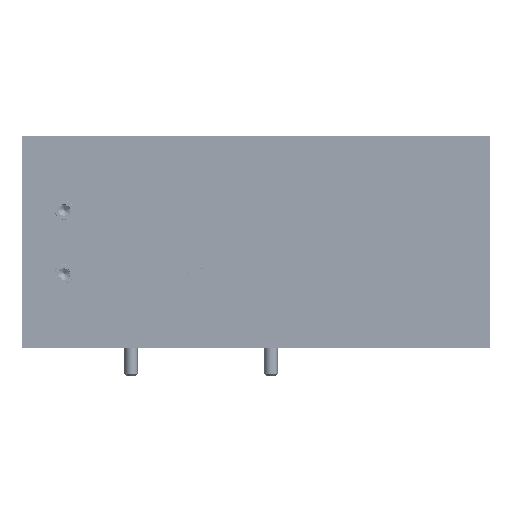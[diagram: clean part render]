
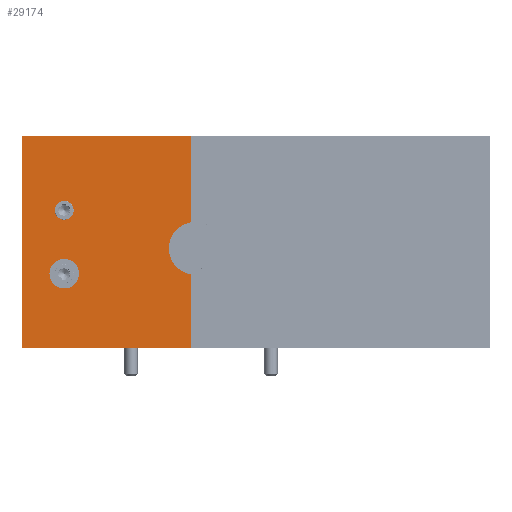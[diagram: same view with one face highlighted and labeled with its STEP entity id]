
A CAD part, left-side view. The second image highlights one B-rep face of the part: STEP entity #29174.
In plain terms, the highlighted planar face has unit normal (-1, 0, 0).
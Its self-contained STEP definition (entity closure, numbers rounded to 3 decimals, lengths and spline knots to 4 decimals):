
#1062 = CARTESIAN_POINT ( 'NONE',  ( -1.7935, 0.4168, 0.8057 ) ) ;
#2008 = CARTESIAN_POINT ( 'NONE',  ( -1.7935, 0.3968, 0.2757 ) ) ;
#2038 = CIRCLE ( 'NONE', #61373, 0.07 ) ;
#2777 = ORIENTED_EDGE ( 'NONE', *, *, #19471, .T. ) ;
#4778 = CARTESIAN_POINT ( 'NONE',  ( -1.7935, 1.2168, 0.8057 ) ) ;
#4870 = ORIENTED_EDGE ( 'NONE', *, *, #9827, .T. ) ;
#6368 = VERTEX_POINT ( 'NONE', #36157 ) ;
#7111 = EDGE_CURVE ( 'NONE', #60592, #55122, #55982, .T. ) ;
#8537 = CARTESIAN_POINT ( 'NONE',  ( -1.7935, 1.2168, -0.1943 ) ) ;
#9741 = LINE ( 'NONE', #12807, #77795 ) ;
#9822 = EDGE_CURVE ( 'NONE', #46050, #59411, #54741, .T. ) ;
#9827 = EDGE_CURVE ( 'NONE', #6368, #42373, #2038, .T. ) ;
#12807 = CARTESIAN_POINT ( 'NONE',  ( -1.7935, 0.4168, 0.8057 ) ) ;
#13249 = CARTESIAN_POINT ( 'NONE',  ( -1.7935, 1.2168, 0.8057 ) ) ;
#13995 = FACE_BOUND ( 'NONE', #68384, .T. ) ;
#16103 = DIRECTION ( 'NONE',  ( 0., -1., 0. ) ) ;
#16992 = DIRECTION ( 'NONE',  ( 0., 0., 1. ) ) ;
#17509 = DIRECTION ( 'NONE',  ( -1., 0., 0. ) ) ;
#17558 = CARTESIAN_POINT ( 'NONE',  ( -1.7935, 1.2168, 0.8057 ) ) ;
#18522 = LINE ( 'NONE', #17558, #28827 ) ;
#19471 = EDGE_CURVE ( 'NONE', #42373, #6368, #21353, .T. ) ;
#21353 = CIRCLE ( 'NONE', #69174, 0.07 ) ;
#24839 = EDGE_LOOP ( 'NONE', ( #2777, #4870 ) ) ;
#26584 = VERTEX_POINT ( 'NONE', #55717 ) ;
#26603 = ORIENTED_EDGE ( 'NONE', *, *, #73681, .F. ) ;
#28121 = CARTESIAN_POINT ( 'NONE',  ( -1.7935, 1.0168, 0.2257 ) ) ;
#28827 = VECTOR ( 'NONE', #16992, 39.3701 ) ;
#29174 = ADVANCED_FACE ( 'NONE', ( #52178, #13995, #45980 ), #52678, .F. ) ;
#29191 = VECTOR ( 'NONE', #16103, 39.3701 ) ;
#29654 = EDGE_CURVE ( 'NONE', #59411, #46050, #60412, .T. ) ;
#30004 = CARTESIAN_POINT ( 'NONE',  ( -1.7935, 1.0168, 0.1557 ) ) ;
#32015 = CARTESIAN_POINT ( 'NONE',  ( -1.7935, 1.2168, -0.1943 ) ) ;
#32293 = DIRECTION ( 'NONE',  ( 0., 0., -1. ) ) ;
#32301 = CARTESIAN_POINT ( 'NONE',  ( -1.7935, 1.0168, 0.5002 ) ) ;
#32923 = CIRCLE ( 'NONE', #77927, 0.1094 ) ;
#33095 = DIRECTION ( 'NONE',  ( 1., 0., 0. ) ) ;
#33713 = VERTEX_POINT ( 'NONE', #32015 ) ;
#35026 = ORIENTED_EDGE ( 'NONE', *, *, #36128, .F. ) ;
#35892 = DIRECTION ( 'NONE',  ( 0., -1., 0. ) ) ;
#36081 = DIRECTION ( 'NONE',  ( -1., 0., 0. ) ) ;
#36128 = EDGE_CURVE ( 'NONE', #33713, #73749, #18522, .T. ) ;
#36157 = CARTESIAN_POINT ( 'NONE',  ( -1.7935, 1.0168, 0.0857 ) ) ;
#38426 = VECTOR ( 'NONE', #60891, 39.3701 ) ;
#38783 = ORIENTED_EDGE ( 'NONE', *, *, #57258, .T. ) ;
#39735 = DIRECTION ( 'NONE',  ( 0., 0., -1. ) ) ;
#40541 = ORIENTED_EDGE ( 'NONE', *, *, #29654, .F. ) ;
#42373 = VERTEX_POINT ( 'NONE', #28121 ) ;
#42655 = DIRECTION ( 'NONE',  ( -1., 0., 0. ) ) ;
#43093 = EDGE_CURVE ( 'NONE', #60592, #61452, #32923, .T. ) ;
#43279 = DIRECTION ( 'NONE',  ( 0., 0., -1. ) ) ;
#44254 = DIRECTION ( 'NONE',  ( 0., 0., 1. ) ) ;
#45277 = AXIS2_PLACEMENT_3D ( 'NONE', #56255, #36081, #62357 ) ;
#45980 = FACE_BOUND ( 'NONE', #24839, .T. ) ;
#46050 = VERTEX_POINT ( 'NONE', #32301 ) ;
#46903 = LINE ( 'NONE', #8537, #75819 ) ;
#48410 = DIRECTION ( 'NONE',  ( 0., 0., 1. ) ) ;
#48898 = EDGE_LOOP ( 'NONE', ( #38783, #62561, #59209, #26603, #35026, #55184 ) ) ;
#52178 = FACE_OUTER_BOUND ( 'NONE', #48898, .T. ) ;
#52678 = PLANE ( 'NONE',  #72132 ) ;
#53004 = LINE ( 'NONE', #56414, #29191 ) ;
#54741 = CIRCLE ( 'NONE', #45277, 0.0445 ) ;
#55122 = VERTEX_POINT ( 'NONE', #1062 ) ;
#55184 = ORIENTED_EDGE ( 'NONE', *, *, #69533, .T. ) ;
#55717 = CARTESIAN_POINT ( 'NONE',  ( -1.7935, 0.4168, -0.1943 ) ) ;
#55982 = LINE ( 'NONE', #81607, #38426 ) ;
#56255 = CARTESIAN_POINT ( 'NONE',  ( -1.7935, 1.0168, 0.4557 ) ) ;
#56414 = CARTESIAN_POINT ( 'NONE',  ( -1.7935, 1.2168, 0.8057 ) ) ;
#57258 = EDGE_CURVE ( 'NONE', #26584, #61452, #9741, .T. ) ;
#59171 = CARTESIAN_POINT ( 'NONE',  ( -1.7935, 0.4168, 0.3832 ) ) ;
#59209 = ORIENTED_EDGE ( 'NONE', *, *, #7111, .T. ) ;
#59411 = VERTEX_POINT ( 'NONE', #70449 ) ;
#60412 = CIRCLE ( 'NONE', #69990, 0.0445 ) ;
#60592 = VERTEX_POINT ( 'NONE', #59171 ) ;
#60891 = DIRECTION ( 'NONE',  ( 0., 0., 1. ) ) ;
#61373 = AXIS2_PLACEMENT_3D ( 'NONE', #30004, #76156, #43279 ) ;
#61452 = VERTEX_POINT ( 'NONE', #77205 ) ;
#62357 = DIRECTION ( 'NONE',  ( 0., 0., 1. ) ) ;
#62561 = ORIENTED_EDGE ( 'NONE', *, *, #43093, .F. ) ;
#65266 = DIRECTION ( 'NONE',  ( 0., 0., 1. ) ) ;
#68384 = EDGE_LOOP ( 'NONE', ( #73919, #40541 ) ) ;
#69174 = AXIS2_PLACEMENT_3D ( 'NONE', #85309, #72121, #32293 ) ;
#69533 = EDGE_CURVE ( 'NONE', #33713, #26584, #46903, .T. ) ;
#69990 = AXIS2_PLACEMENT_3D ( 'NONE', #76308, #17509, #44254 ) ;
#70449 = CARTESIAN_POINT ( 'NONE',  ( -1.7935, 1.0168, 0.4112 ) ) ;
#72121 = DIRECTION ( 'NONE',  ( 1., 0., 0. ) ) ;
#72132 = AXIS2_PLACEMENT_3D ( 'NONE', #13249, #33095, #39735 ) ;
#73681 = EDGE_CURVE ( 'NONE', #73749, #55122, #53004, .T. ) ;
#73749 = VERTEX_POINT ( 'NONE', #4778 ) ;
#73919 = ORIENTED_EDGE ( 'NONE', *, *, #9822, .F. ) ;
#75819 = VECTOR ( 'NONE', #35892, 39.3701 ) ;
#76156 = DIRECTION ( 'NONE',  ( 1., 0., 0. ) ) ;
#76308 = CARTESIAN_POINT ( 'NONE',  ( -1.7935, 1.0168, 0.4557 ) ) ;
#77205 = CARTESIAN_POINT ( 'NONE',  ( -1.7935, 0.4168, 0.1681 ) ) ;
#77795 = VECTOR ( 'NONE', #65266, 39.3701 ) ;
#77927 = AXIS2_PLACEMENT_3D ( 'NONE', #2008, #42655, #48410 ) ;
#81607 = CARTESIAN_POINT ( 'NONE',  ( -1.7935, 0.4168, 0.8057 ) ) ;
#85309 = CARTESIAN_POINT ( 'NONE',  ( -1.7935, 1.0168, 0.1557 ) ) ;
